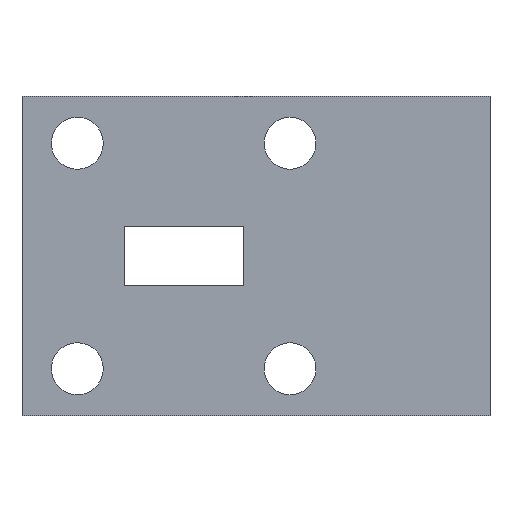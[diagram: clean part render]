
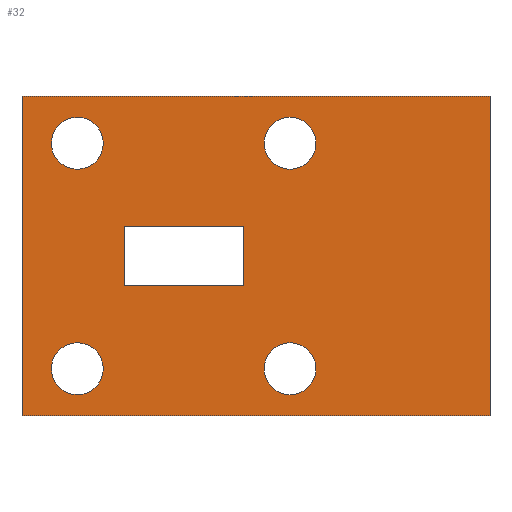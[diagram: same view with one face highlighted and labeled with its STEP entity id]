
A CAD part, left-side view. The second image highlights one B-rep face of the part: STEP entity #32.
In plain terms, the highlighted planar face has unit normal (-1, 0, 0).
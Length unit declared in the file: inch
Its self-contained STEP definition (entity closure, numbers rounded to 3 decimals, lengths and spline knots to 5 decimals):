
#1 = EDGE_CURVE ( 'NONE', #425, #262, #13, .T. ) ;
#2 = DIRECTION ( 'NONE',  ( 0., 0., 1. ) ) ;
#6 = DIRECTION ( 'NONE',  ( -1., 0., 0. ) ) ;
#9 = VECTOR ( 'NONE', #331, 39.37008 ) ;
#10 = VERTEX_POINT ( 'NONE', #499 ) ;
#13 = LINE ( 'NONE', #230, #593 ) ;
#15 = EDGE_LOOP ( 'NONE', ( #292, #165, #448, #338 ) ) ;
#20 = CARTESIAN_POINT ( 'NONE',  ( 0., 1.1, 0. ) ) ;
#31 = ORIENTED_EDGE ( 'NONE', *, *, #437, .F. ) ;
#32 = ADVANCED_FACE ( 'NONE', ( #95, #397, #576, #316, #638, #364 ), #440, .T. ) ;
#36 = ORIENTED_EDGE ( 'NONE', *, *, #211, .F. ) ;
#44 = CARTESIAN_POINT ( 'NONE',  ( 0., 0.47, -0.70102 ) ) ;
#45 = VECTOR ( 'NONE', #615, 39.37008 ) ;
#50 = EDGE_CURVE ( 'NONE', #121, #613, #528, .T. ) ;
#59 = CARTESIAN_POINT ( 'NONE',  ( 0., 0.47, -0.11 ) ) ;
#63 = DIRECTION ( 'NONE',  ( 0., 0., 1. ) ) ;
#73 = VERTEX_POINT ( 'NONE', #557 ) ;
#75 = EDGE_CURVE ( 'NONE', #73, #197, #485, .T. ) ;
#78 = CARTESIAN_POINT ( 'NONE',  ( 0., 0.97, -0.64 ) ) ;
#79 = EDGE_LOOP ( 'NONE', ( #31, #391 ) ) ;
#83 = VERTEX_POINT ( 'NONE', #190 ) ;
#86 = DIRECTION ( 'NONE',  ( -1., 0., 0. ) ) ;
#95 = FACE_BOUND ( 'NONE', #413, .T. ) ;
#98 = DIRECTION ( 'NONE',  ( 0., -1., 0. ) ) ;
#104 = VERTEX_POINT ( 'NONE', #196 ) ;
#108 = ORIENTED_EDGE ( 'NONE', *, *, #283, .F. ) ;
#113 = VERTEX_POINT ( 'NONE', #453 ) ;
#120 = DIRECTION ( 'NONE',  ( -1., 0., 0. ) ) ;
#121 = VERTEX_POINT ( 'NONE', #348 ) ;
#125 = DIRECTION ( 'NONE',  ( -1., 0., 0. ) ) ;
#132 = DIRECTION ( 'NONE',  ( 0., 0., 1. ) ) ;
#135 = DIRECTION ( 'NONE',  ( -1., 0., 0. ) ) ;
#140 = CARTESIAN_POINT ( 'NONE',  ( 0., 0.58, -0.305 ) ) ;
#144 = DIRECTION ( 'NONE',  ( 0., -1., 0. ) ) ;
#156 = LINE ( 'NONE', #504, #179 ) ;
#158 = CARTESIAN_POINT ( 'NONE',  ( 0., 0., -0.75 ) ) ;
#159 = AXIS2_PLACEMENT_3D ( 'NONE', #260, #120, #264 ) ;
#165 = ORIENTED_EDGE ( 'NONE', *, *, #409, .T. ) ;
#167 = AXIS2_PLACEMENT_3D ( 'NONE', #59, #6, #2 ) ;
#171 = CARTESIAN_POINT ( 'NONE',  ( 0., 1.1, 0. ) ) ;
#173 = CARTESIAN_POINT ( 'NONE',  ( 0., 0.58, -0.445 ) ) ;
#179 = VECTOR ( 'NONE', #244, 39.37008 ) ;
#186 = ORIENTED_EDGE ( 'NONE', *, *, #301, .F. ) ;
#188 = AXIS2_PLACEMENT_3D ( 'NONE', #487, #135, #636 ) ;
#190 = CARTESIAN_POINT ( 'NONE',  ( 0., 0.86, -0.445 ) ) ;
#196 = CARTESIAN_POINT ( 'NONE',  ( 0., 0.47, -0.04898 ) ) ;
#197 = VERTEX_POINT ( 'NONE', #565 ) ;
#199 = CARTESIAN_POINT ( 'NONE',  ( 0., 1.1, -0.75 ) ) ;
#210 = EDGE_LOOP ( 'NONE', ( #290, #415, #36, #186 ) ) ;
#211 = EDGE_CURVE ( 'NONE', #303, #253, #156, .T. ) ;
#212 = VERTEX_POINT ( 'NONE', #44 ) ;
#218 = LINE ( 'NONE', #171, #342 ) ;
#219 = DIRECTION ( 'NONE',  ( 0., 0., 1. ) ) ;
#220 = EDGE_LOOP ( 'NONE', ( #563, #660 ) ) ;
#226 = AXIS2_PLACEMENT_3D ( 'NONE', #583, #125, #369 ) ;
#230 = CARTESIAN_POINT ( 'NONE',  ( 0., 0., 0. ) ) ;
#244 = DIRECTION ( 'NONE',  ( 0., 1., 0. ) ) ;
#245 = AXIS2_PLACEMENT_3D ( 'NONE', #387, #86, #603 ) ;
#250 = CIRCLE ( 'NONE', #167, 0.06102 ) ;
#253 = VERTEX_POINT ( 'NONE', #199 ) ;
#256 = VECTOR ( 'NONE', #98, 39.37008 ) ;
#259 = AXIS2_PLACEMENT_3D ( 'NONE', #572, #300, #63 ) ;
#260 = CARTESIAN_POINT ( 'NONE',  ( 0., 0.47, -0.11 ) ) ;
#262 = VERTEX_POINT ( 'NONE', #460 ) ;
#264 = DIRECTION ( 'NONE',  ( 0., 0., 1. ) ) ;
#267 = EDGE_CURVE ( 'NONE', #441, #113, #594, .T. ) ;
#271 = ORIENTED_EDGE ( 'NONE', *, *, #507, .F. ) ;
#283 = EDGE_CURVE ( 'NONE', #10, #104, #250, .T. ) ;
#290 = ORIENTED_EDGE ( 'NONE', *, *, #1, .F. ) ;
#292 = ORIENTED_EDGE ( 'NONE', *, *, #388, .T. ) ;
#300 = DIRECTION ( 'NONE',  ( -1., 0., 0. ) ) ;
#301 = EDGE_CURVE ( 'NONE', #262, #303, #334, .T. ) ;
#303 = VERTEX_POINT ( 'NONE', #158 ) ;
#316 = FACE_BOUND ( 'NONE', #220, .T. ) ;
#320 = CARTESIAN_POINT ( 'NONE',  ( 0., 0.97, -0.04898 ) ) ;
#325 = DIRECTION ( 'NONE',  ( -1., 0., 0. ) ) ;
#330 = CARTESIAN_POINT ( 'NONE',  ( 0., 0.47, -0.57898 ) ) ;
#331 = DIRECTION ( 'NONE',  ( 0., 0., -1. ) ) ;
#334 = LINE ( 'NONE', #458, #45 ) ;
#338 = ORIENTED_EDGE ( 'NONE', *, *, #602, .T. ) ;
#342 = VECTOR ( 'NONE', #486, 39.37008 ) ;
#348 = CARTESIAN_POINT ( 'NONE',  ( 0., 0.97, -0.57898 ) ) ;
#363 = CARTESIAN_POINT ( 'NONE',  ( 0., 0.58, -0.445 ) ) ;
#364 = FACE_OUTER_BOUND ( 'NONE', #210, .T. ) ;
#369 = DIRECTION ( 'NONE',  ( 0., 0., 1. ) ) ;
#376 = DIRECTION ( 'NONE',  ( -1., 0., 0. ) ) ;
#383 = CIRCLE ( 'NONE', #655, 0.06102 ) ;
#387 = CARTESIAN_POINT ( 'NONE',  ( 0., 0., 0. ) ) ;
#388 = EDGE_CURVE ( 'NONE', #536, #83, #500, .T. ) ;
#391 = ORIENTED_EDGE ( 'NONE', *, *, #524, .F. ) ;
#397 = FACE_BOUND ( 'NONE', #79, .T. ) ;
#409 = EDGE_CURVE ( 'NONE', #83, #73, #584, .T. ) ;
#411 = EDGE_LOOP ( 'NONE', ( #271, #611 ) ) ;
#413 = EDGE_LOOP ( 'NONE', ( #108, #578 ) ) ;
#415 = ORIENTED_EDGE ( 'NONE', *, *, #519, .F. ) ;
#421 = CARTESIAN_POINT ( 'NONE',  ( 0., 0.86, -0.305 ) ) ;
#423 = EDGE_CURVE ( 'NONE', #104, #10, #561, .T. ) ;
#425 = VERTEX_POINT ( 'NONE', #20 ) ;
#436 = CARTESIAN_POINT ( 'NONE',  ( 0., 0.58, -0.305 ) ) ;
#437 = EDGE_CURVE ( 'NONE', #212, #599, #664, .T. ) ;
#440 = PLANE ( 'NONE',  #245 ) ;
#441 = VERTEX_POINT ( 'NONE', #320 ) ;
#442 = CIRCLE ( 'NONE', #188, 0.06102 ) ;
#445 = DIRECTION ( 'NONE',  ( 0., 0., 1. ) ) ;
#448 = ORIENTED_EDGE ( 'NONE', *, *, #75, .T. ) ;
#453 = CARTESIAN_POINT ( 'NONE',  ( 0., 0.97, -0.17102 ) ) ;
#454 = VECTOR ( 'NONE', #533, 39.37008 ) ;
#458 = CARTESIAN_POINT ( 'NONE',  ( 0., 0., 0. ) ) ;
#460 = CARTESIAN_POINT ( 'NONE',  ( 0., 0., 0. ) ) ;
#481 = AXIS2_PLACEMENT_3D ( 'NONE', #607, #502, #445 ) ;
#482 = CARTESIAN_POINT ( 'NONE',  ( 0., 0.47, -0.64 ) ) ;
#485 = LINE ( 'NONE', #140, #256 ) ;
#486 = DIRECTION ( 'NONE',  ( 0., 0., 1. ) ) ;
#487 = CARTESIAN_POINT ( 'NONE',  ( 0., 0.97, -0.11 ) ) ;
#499 = CARTESIAN_POINT ( 'NONE',  ( 0., 0.47, -0.17102 ) ) ;
#500 = LINE ( 'NONE', #363, #454 ) ;
#502 = DIRECTION ( 'NONE',  ( -1., 0., 0. ) ) ;
#504 = CARTESIAN_POINT ( 'NONE',  ( 0., 0., -0.75 ) ) ;
#507 = EDGE_CURVE ( 'NONE', #613, #121, #383, .T. ) ;
#519 = EDGE_CURVE ( 'NONE', #253, #425, #218, .T. ) ;
#524 = EDGE_CURVE ( 'NONE', #599, #212, #545, .T. ) ;
#527 = VECTOR ( 'NONE', #588, 39.37008 ) ;
#528 = CIRCLE ( 'NONE', #481, 0.06102 ) ;
#533 = DIRECTION ( 'NONE',  ( 0., 1., 0. ) ) ;
#536 = VERTEX_POINT ( 'NONE', #173 ) ;
#545 = CIRCLE ( 'NONE', #587, 0.06102 ) ;
#557 = CARTESIAN_POINT ( 'NONE',  ( 0., 0.86, -0.305 ) ) ;
#558 = LINE ( 'NONE', #436, #9 ) ;
#561 = CIRCLE ( 'NONE', #159, 0.06102 ) ;
#563 = ORIENTED_EDGE ( 'NONE', *, *, #651, .F. ) ;
#565 = CARTESIAN_POINT ( 'NONE',  ( 0., 0.58, -0.305 ) ) ;
#572 = CARTESIAN_POINT ( 'NONE',  ( 0., 0.97, -0.11 ) ) ;
#576 = FACE_BOUND ( 'NONE', #411, .T. ) ;
#578 = ORIENTED_EDGE ( 'NONE', *, *, #423, .F. ) ;
#583 = CARTESIAN_POINT ( 'NONE',  ( 0., 0.47, -0.64 ) ) ;
#584 = LINE ( 'NONE', #421, #527 ) ;
#587 = AXIS2_PLACEMENT_3D ( 'NONE', #482, #376, #219 ) ;
#588 = DIRECTION ( 'NONE',  ( 0., 0., 1. ) ) ;
#593 = VECTOR ( 'NONE', #144, 39.37008 ) ;
#594 = CIRCLE ( 'NONE', #259, 0.06102 ) ;
#599 = VERTEX_POINT ( 'NONE', #330 ) ;
#602 = EDGE_CURVE ( 'NONE', #197, #536, #558, .T. ) ;
#603 = DIRECTION ( 'NONE',  ( 0., 0., 1. ) ) ;
#607 = CARTESIAN_POINT ( 'NONE',  ( 0., 0.97, -0.64 ) ) ;
#611 = ORIENTED_EDGE ( 'NONE', *, *, #50, .F. ) ;
#613 = VERTEX_POINT ( 'NONE', #641 ) ;
#615 = DIRECTION ( 'NONE',  ( 0., 0., -1. ) ) ;
#636 = DIRECTION ( 'NONE',  ( 0., 0., 1. ) ) ;
#638 = FACE_BOUND ( 'NONE', #15, .T. ) ;
#641 = CARTESIAN_POINT ( 'NONE',  ( 0., 0.97, -0.70102 ) ) ;
#651 = EDGE_CURVE ( 'NONE', #113, #441, #442, .T. ) ;
#655 = AXIS2_PLACEMENT_3D ( 'NONE', #78, #325, #132 ) ;
#660 = ORIENTED_EDGE ( 'NONE', *, *, #267, .F. ) ;
#664 = CIRCLE ( 'NONE', #226, 0.06102 ) ;
